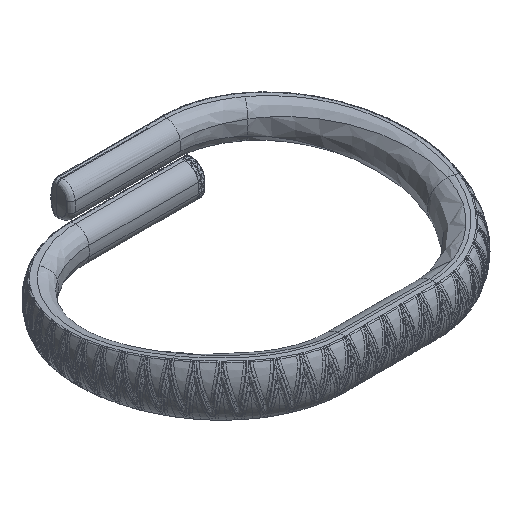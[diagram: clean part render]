
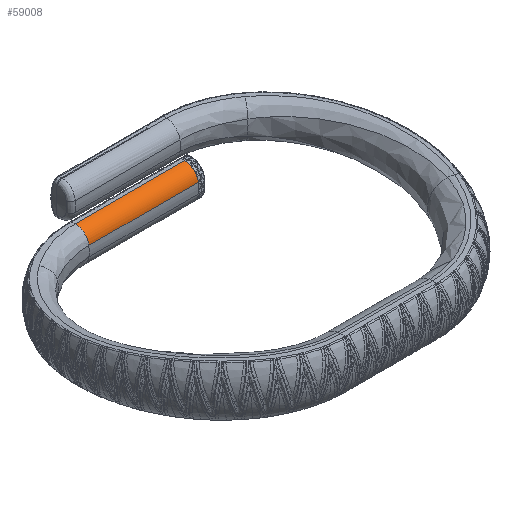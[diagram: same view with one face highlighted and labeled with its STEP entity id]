
A CAD part, isometric view. The second image highlights one B-rep face of the part: STEP entity #59008.
In plain terms, the highlighted free-form (B-spline) face has degree [2, 1] with [3, 2] control points.
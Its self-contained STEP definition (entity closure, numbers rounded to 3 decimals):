
#58932 = EDGE_CURVE('',#58933,#58935,#58937,.T.);
#58933 = VERTEX_POINT('',#58934);
#58934 = CARTESIAN_POINT('',(-233.384,113.091,
    -8.019));
#58935 = VERTEX_POINT('',#58936);
#58936 = CARTESIAN_POINT('',(-233.391,116.828,
    -4.705));
#58937 = B_SPLINE_CURVE_WITH_KNOTS('',3,(#58938,#58939,#58940,#58941,
    #58942,#58943,#58944,#58945,#58946,#58947),.UNSPECIFIED.,.F.,.F.,(4,
    2,2,2,4),(0.,0.25,0.5,0.75,1.),.UNSPECIFIED.);
#58938 = CARTESIAN_POINT('',(-233.384,113.091,
    -8.019));
#58939 = CARTESIAN_POINT('',(-233.385,113.14,
    -7.605));
#58940 = CARTESIAN_POINT('',(-233.384,113.264,
    -7.173));
#58941 = CARTESIAN_POINT('',(-233.383,113.68,
    -6.354));
#58942 = CARTESIAN_POINT('',(-233.384,113.974,
    -5.969));
#58943 = CARTESIAN_POINT('',(-233.385,114.686,
    -5.337));
#58944 = CARTESIAN_POINT('',(-233.386,115.104,
    -5.092));
#58945 = CARTESIAN_POINT('',(-233.387,115.967,
    -4.776));
#58946 = CARTESIAN_POINT('',(-233.388,116.411,
    -4.705));
#58947 = CARTESIAN_POINT('',(-233.391,116.828,
    -4.705));
#59008 = ADVANCED_FACE('',(#59009),#59039,.T.);
#59009 = FACE_BOUND('',#59010,.T.);
#59010 = EDGE_LOOP('',(#59011,#59028,#59033,#59034));
#59011 = ORIENTED_EDGE('',*,*,#59012,.F.);
#59012 = EDGE_CURVE('',#59013,#59015,#59017,.T.);
#59013 = VERTEX_POINT('',#59014);
#59014 = CARTESIAN_POINT('',(-203.276,116.851,
    -4.705));
#59015 = VERTEX_POINT('',#59016);
#59016 = CARTESIAN_POINT('',(-203.276,113.114,
    -8.018));
#59017 = B_SPLINE_CURVE_WITH_KNOTS('',3,(#59018,#59019,#59020,#59021,
    #59022,#59023,#59024,#59025,#59026,#59027),.UNSPECIFIED.,.F.,.F.,(4,
    2,2,2,4),(0.,0.25,0.5,0.75,1.),.UNSPECIFIED.);
#59018 = CARTESIAN_POINT('',(-203.276,116.851,
    -4.705));
#59019 = CARTESIAN_POINT('',(-203.276,116.391,
    -4.705));
#59020 = CARTESIAN_POINT('',(-203.276,115.945,
    -4.787));
#59021 = CARTESIAN_POINT('',(-203.276,115.086,
    -5.113));
#59022 = CARTESIAN_POINT('',(-203.276,114.698,
    -5.348));
#59023 = CARTESIAN_POINT('',(-203.276,114.01,
    -5.957));
#59024 = CARTESIAN_POINT('',(-203.276,113.731,
    -6.314));
#59025 = CARTESIAN_POINT('',(-203.276,113.303,
    -7.129));
#59026 = CARTESIAN_POINT('',(-203.276,113.169,
    -7.561));
#59027 = CARTESIAN_POINT('',(-203.276,113.114,
    -8.018));
#59028 = ORIENTED_EDGE('',*,*,#59029,.F.);
#59029 = EDGE_CURVE('',#58935,#59013,#59030,.T.);
#59030 = B_SPLINE_CURVE_WITH_KNOTS('',1,(#59031,#59032),.UNSPECIFIED.,
  .F.,.F.,(2,2),(-232.001,-208.001),
  .PIECEWISE_BEZIER_KNOTS.);
#59031 = CARTESIAN_POINT('',(-233.391,116.828,
    -4.705));
#59032 = CARTESIAN_POINT('',(-203.276,116.851,
    -4.705));
#59033 = ORIENTED_EDGE('',*,*,#58932,.F.);
#59034 = ORIENTED_EDGE('',*,*,#59035,.F.);
#59035 = EDGE_CURVE('',#59015,#58933,#59036,.T.);
#59036 = B_SPLINE_CURVE_WITH_KNOTS('',1,(#59037,#59038),.UNSPECIFIED.,
  .F.,.F.,(2,2),(0.,23.994),
  .PIECEWISE_BEZIER_KNOTS.);
#59037 = CARTESIAN_POINT('',(-203.276,113.114,
    -8.018));
#59038 = CARTESIAN_POINT('',(-233.384,113.091,
    -8.018));
#59039 = ( BOUNDED_SURFACE() B_SPLINE_SURFACE(2,1,(
    (#59040,#59041)
    ,(#59042,#59043)
    ,(#59044,#59045
)),.UNSPECIFIED.,.F.,.F.,.F.) B_SPLINE_SURFACE_WITH_KNOTS((3,3),(2,2),(
    0.12,1.571),(-11.997,12.004),
.PIECEWISE_BEZIER_KNOTS.) GEOMETRIC_REPRESENTATION_ITEM() 
RATIONAL_B_SPLINE_SURFACE((
    (1.,1.)
    ,(0.748,0.748)
,(1.,1.))) REPRESENTATION_ITEM('') SURFACE() );
#59040 = CARTESIAN_POINT('',(-203.273,113.113,
    -8.019));
#59041 = CARTESIAN_POINT('',(-233.389,113.091,
    -8.019));
#59042 = CARTESIAN_POINT('',(-203.274,113.513,
    -4.705));
#59043 = CARTESIAN_POINT('',(-233.389,113.491,
    -4.705));
#59044 = CARTESIAN_POINT('',(-203.276,116.851,
    -4.705));
#59045 = CARTESIAN_POINT('',(-233.391,116.828,
    -4.705));
